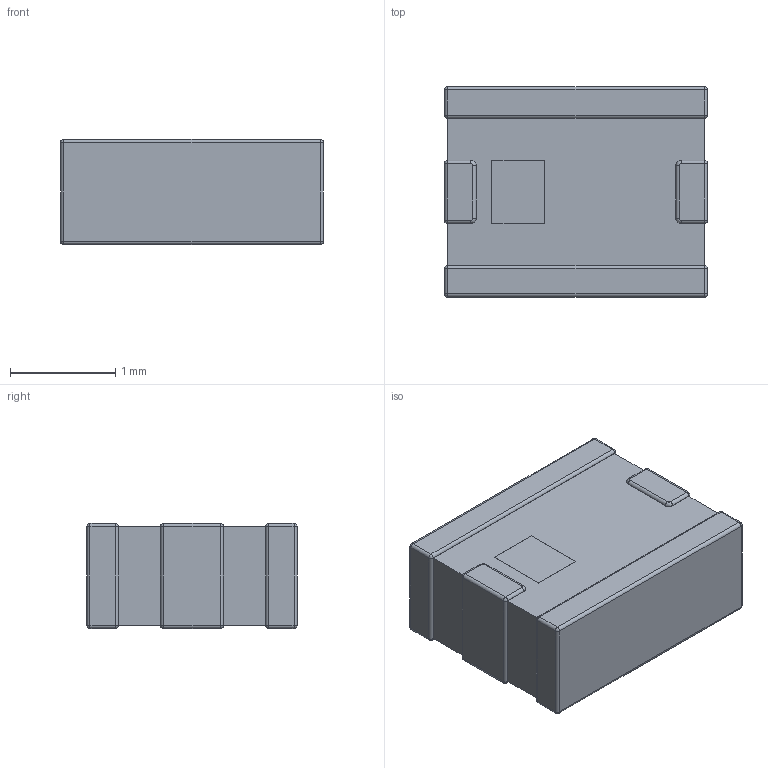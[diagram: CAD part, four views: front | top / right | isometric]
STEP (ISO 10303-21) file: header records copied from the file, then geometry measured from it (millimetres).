
FILE_DESCRIPTION(/* description */ (''),/* implementation_level */ '2;1');
FILE_NAME(/* name */ 'Johanson - 2450BP39C0100001CE.step',/* time_stamp */ '2025-07-23T14:20:46+01:00',/* author */ (''),/* organization */ (''),/* preprocessor_version */ 'ST-DEVELOPER v20.1',/* originating_system */ 'Autodesk Translation Framework v14.10.0.0',/* authorisation */ '');
FILE_SCHEMA (('AUTOMOTIVE_DESIGN { 1 0 10303 214 3 1 1 }'));
Length unit declared in the file: millimetre
Products named in the file (1): Johanson - 2450BP39C0100001CE
Bounding box: 2.5 x 2 x 1 mm (x, y, z)
Volume: 4.7 mm3; surface area: 19 mm2
Topology: 1 solids, 1 shells, 121 faces, 260 edges, 144 vertices
Faces by surface type: cylinder 52, plane 37, sphere 24, bspline 8
Entity records: 3295 total; most frequent: DIRECTION 600, CARTESIAN_POINT 590, ORIENTED_EDGE 520, EDGE_CURVE 260, AXIS2_PLACEMENT_3D 226, LINE 148, VECTOR 148, VERTEX_POINT 144
